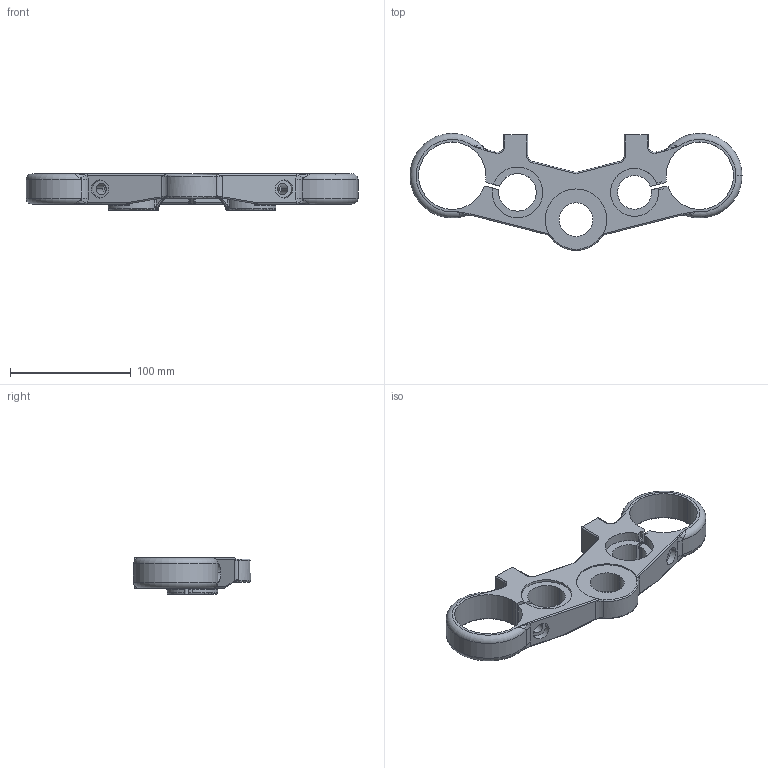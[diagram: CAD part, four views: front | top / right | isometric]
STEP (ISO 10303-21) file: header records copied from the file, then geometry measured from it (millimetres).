
FILE_DESCRIPTION (( 'STEP AP214' ), '1' );
FILE_NAME ('Té sup fourche.STEP', '2019-10-06T15:16:55', ( '' ), ( '' ), 'SwSTEP 2.0', 'SolidWorks 2018', '' );
FILE_SCHEMA (( 'AUTOMOTIVE_DESIGN' ));
Length unit declared in the file: millimetre
Products named in the file (1): Té sup fourche
Bounding box: 275 x 96.98 x 30 mm (x, y, z)
Volume: 209386 mm3; surface area: 62156.7 mm2
Topology: 1 solids, 1 shells, 409 faces, 1041 edges, 601 vertices
Faces by surface type: cylinder 143, bspline 110, plane 59, torus 56, sphere 27, cone 14
Entity records: 20617 total; most frequent: CARTESIAN_POINT 7982, ORIENTED_EDGE 1990, DIRECTION 1765, EDGE_CURVE 995, AXIS2_PLACEMENT_3D 736, VERTEX_POINT 592, CIRCLE 436, EDGE_LOOP 423
